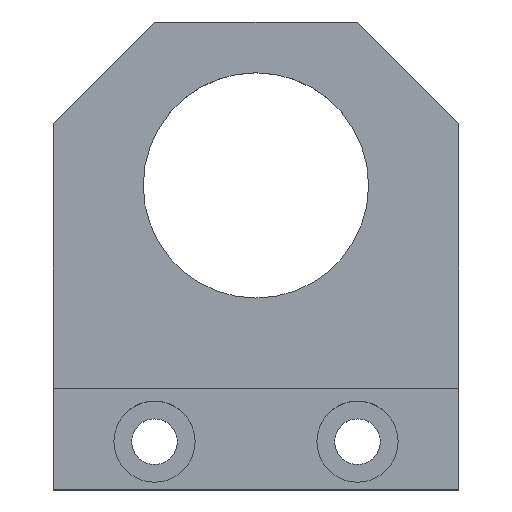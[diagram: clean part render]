
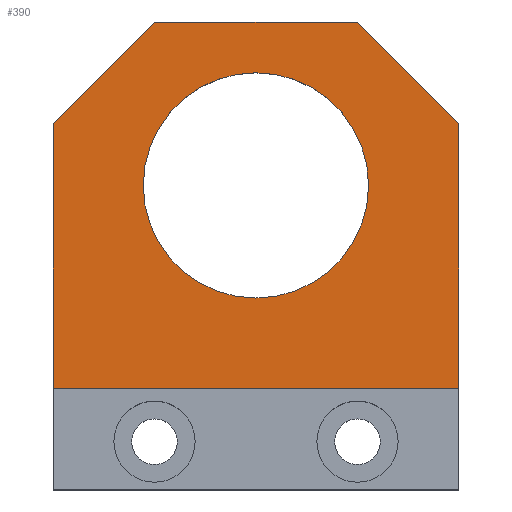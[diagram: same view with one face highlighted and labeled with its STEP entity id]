
A CAD part, top view. The second image highlights one B-rep face of the part: STEP entity #390.
In plain terms, the highlighted planar face has unit normal (0, 0, 1).
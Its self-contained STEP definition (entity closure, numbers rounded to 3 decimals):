
#110=LINE('',#620,#139);
#112=LINE('',#625,#141);
#113=LINE('',#627,#142);
#114=LINE('',#629,#143);
#115=LINE('',#630,#144);
#116=LINE('',#631,#145);
#139=VECTOR('',#505,10.);
#141=VECTOR('',#509,10.);
#142=VECTOR('',#510,10.);
#143=VECTOR('',#511,10.);
#144=VECTOR('',#512,10.);
#145=VECTOR('',#513,10.);
#169=FACE_BOUND('',#202,.T.);
#182=FACE_OUTER_BOUND('',#201,.T.);
#201=EDGE_LOOP('',(#317,#318,#319,#320,#321,#322));
#202=EDGE_LOOP('',(#323));
#225=CIRCLE('',#439,11.1);
#238=VERTEX_POINT('',#617);
#239=VERTEX_POINT('',#619);
#240=VERTEX_POINT('',#623);
#241=VERTEX_POINT('',#624);
#242=VERTEX_POINT('',#626);
#243=VERTEX_POINT('',#628);
#244=VERTEX_POINT('',#632);
#268=EDGE_CURVE('',#238,#239,#110,.T.);
#270=EDGE_CURVE('',#240,#241,#112,.T.);
#271=EDGE_CURVE('',#242,#240,#113,.T.);
#272=EDGE_CURVE('',#243,#242,#114,.T.);
#273=EDGE_CURVE('',#239,#243,#115,.T.);
#274=EDGE_CURVE('',#241,#238,#116,.T.);
#275=EDGE_CURVE('',#244,#244,#225,.T.);
#317=ORIENTED_EDGE('',*,*,#270,.F.);
#318=ORIENTED_EDGE('',*,*,#271,.F.);
#319=ORIENTED_EDGE('',*,*,#272,.F.);
#320=ORIENTED_EDGE('',*,*,#273,.F.);
#321=ORIENTED_EDGE('',*,*,#268,.F.);
#322=ORIENTED_EDGE('',*,*,#274,.F.);
#323=ORIENTED_EDGE('',*,*,#275,.F.);
#374=PLANE('',#438);
#390=ADVANCED_FACE('',(#182,#169),#374,.F.);
#438=AXIS2_PLACEMENT_3D('',#622,#507,#508);
#439=AXIS2_PLACEMENT_3D('',#633,#514,#515);
#505=DIRECTION('',(-1.,0.,0.));
#507=DIRECTION('center_axis',(0.,0.,-1.));
#508=DIRECTION('ref_axis',(-1.,0.,0.));
#509=DIRECTION('',(0.707,-0.707,0.));
#510=DIRECTION('',(1.,0.,0.));
#511=DIRECTION('',(0.707,0.707,0.));
#512=DIRECTION('',(0.,1.,0.));
#513=DIRECTION('',(0.,-1.,0.));
#514=DIRECTION('center_axis',(0.,0.,1.));
#515=DIRECTION('ref_axis',(-1.,0.,0.));
#617=CARTESIAN_POINT('',(20.,-13.05,1.));
#619=CARTESIAN_POINT('',(-20.,-13.05,1.));
#620=CARTESIAN_POINT('',(-20.,-13.05,1.));
#622=CARTESIAN_POINT('Origin',(0.,5.,1.));
#623=CARTESIAN_POINT('',(10.,23.05,1.));
#624=CARTESIAN_POINT('',(20.,13.05,1.));
#625=CARTESIAN_POINT('',(17.013,16.038,1.));
#626=CARTESIAN_POINT('',(-10.,23.05,1.));
#627=CARTESIAN_POINT('',(5.,23.05,1.));
#628=CARTESIAN_POINT('',(-20.,13.05,1.));
#629=CARTESIAN_POINT('',(-12.013,21.038,1.));
#630=CARTESIAN_POINT('',(-20.,9.025,1.));
#631=CARTESIAN_POINT('',(20.,-9.025,1.));
#632=CARTESIAN_POINT('',(11.093,6.95,1.));
#633=CARTESIAN_POINT('Origin',(-0.007,6.95,1.));
